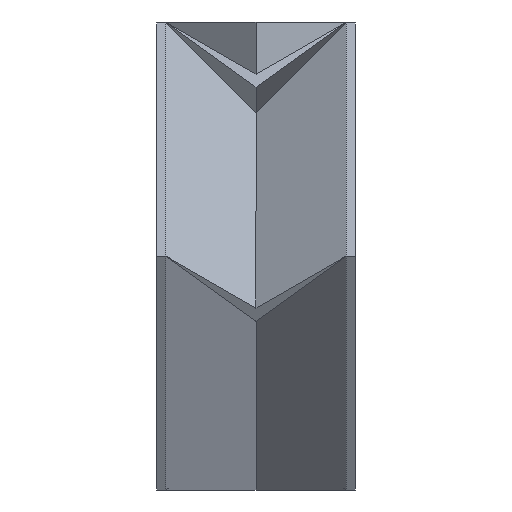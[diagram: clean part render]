
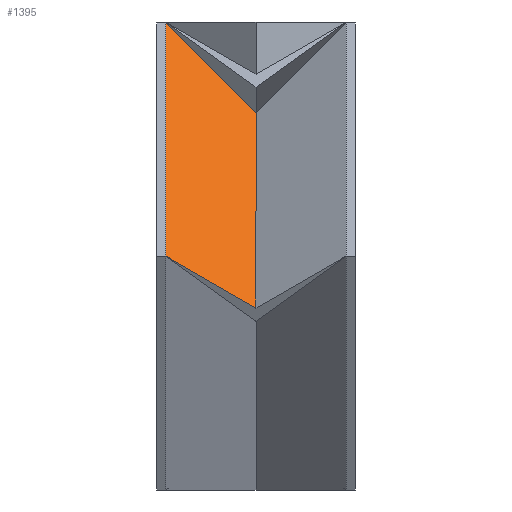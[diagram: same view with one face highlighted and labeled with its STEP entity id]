
A CAD part, left-side view. The second image highlights one B-rep face of the part: STEP entity #1395.
In plain terms, the highlighted planar face has unit normal (-0.75, -0.5, 0.433).
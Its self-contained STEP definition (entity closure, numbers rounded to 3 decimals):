
#67=FACE_OUTER_BOUND('',#154,.T.);
#154=EDGE_LOOP('',(#1119,#1120,#1121,#1122));
#299=LINE('',#2126,#491);
#320=LINE('',#2168,#512);
#321=LINE('',#2170,#513);
#322=LINE('',#2171,#514);
#491=VECTOR('',#1736,10.);
#512=VECTOR('',#1773,10.);
#513=VECTOR('',#1774,10.);
#514=VECTOR('',#1775,10.);
#641=VERTEX_POINT('',#2124);
#642=VERTEX_POINT('',#2125);
#655=VERTEX_POINT('',#2167);
#656=VERTEX_POINT('',#2169);
#791=EDGE_CURVE('',#641,#642,#299,.T.);
#812=EDGE_CURVE('',#655,#641,#320,.T.);
#813=EDGE_CURVE('',#655,#656,#321,.T.);
#814=EDGE_CURVE('',#642,#656,#322,.T.);
#1119=ORIENTED_EDGE('',*,*,#812,.F.);
#1120=ORIENTED_EDGE('',*,*,#813,.T.);
#1121=ORIENTED_EDGE('',*,*,#814,.F.);
#1122=ORIENTED_EDGE('',*,*,#791,.F.);
#1309=PLANE('',#1504);
#1395=ADVANCED_FACE('',(#67),#1309,.T.);
#1504=AXIS2_PLACEMENT_3D('',#2166,#1771,#1772);
#1736=DIRECTION('',(0.5,0.,0.866));
#1771=DIRECTION('center_axis',(-0.75,-0.5,0.433));
#1772=DIRECTION('ref_axis',(-0.5,0.,-0.866));
#1773=DIRECTION('',(-0.277,0.832,0.48));
#1774=DIRECTION('',(0.5,0.,0.866));
#1775=DIRECTION('',(0.059,-0.702,-0.71));
#2124=CARTESIAN_POINT('',(-35.97,24.,0.));
#2125=CARTESIAN_POINT('',(-17.985,24.,31.151));
#2126=CARTESIAN_POINT('',(-35.97,24.,0.));
#2166=CARTESIAN_POINT('Origin',(-26.495,18.,9.483));
#2167=CARTESIAN_POINT('',(-31.97,12.,-6.928));
#2168=CARTESIAN_POINT('',(-30.009,6.117,-10.325));
#2169=CARTESIAN_POINT('',(-16.985,12.,19.026));
#2170=CARTESIAN_POINT('',(-22.236,12.,9.931));
#2171=CARTESIAN_POINT('',(-17.009,12.284,19.313));
